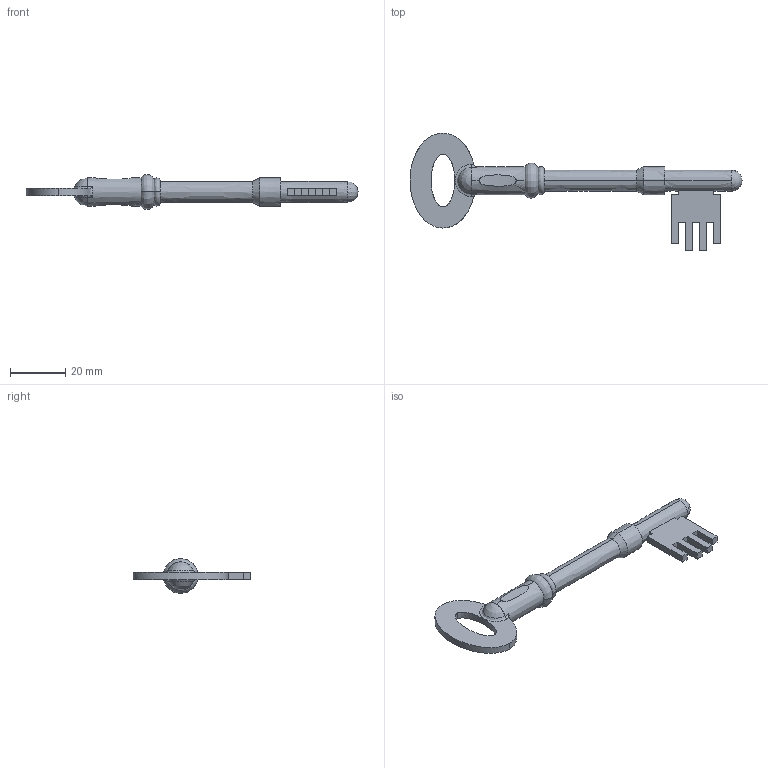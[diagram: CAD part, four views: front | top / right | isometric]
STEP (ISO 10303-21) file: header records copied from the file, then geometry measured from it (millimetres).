
FILE_DESCRIPTION(/* description */ ('Generated from Alias Stage'),/* implementation_level */ '2;1');
FILE_NAME(/* name */ 'test',/* time_stamp */ '2001-05-11T18:49:36-04:00',/* author */ (''),/* organization */ ('Alias|Wavefront'),/* preprocessor_version */ 'ST-DEVELOPER v8',/* originating_system */ 'Alias Studio for HP-UX 9.8',/* authorisation */ '');
FILE_SCHEMA (('AUTOMOTIVE_DESIGN { 1 2 10303 214 0 1 1 1 }'));
Length unit declared in the file: millimetre
Products named in the file (1): test
Bounding box: 119.98 x 42.55 x 12.7 mm (x, y, z)
Surface area: 4950.8 mm2 (no closed solid volume)
Topology: 0 solids, 3 shells, 57 faces, 177 edges, 119 vertices
Faces by surface type: bspline 57
Entity records: 5947 total; most frequent: CARTESIAN_POINT 5135, ORIENTED_EDGE 310, EDGE_CURVE 173, VERTEX_POINT 119, EDGE_LOOP 60, FACE_OUTER_BOUND 57, ADVANCED_FACE 57, STYLED_ITEM 3
